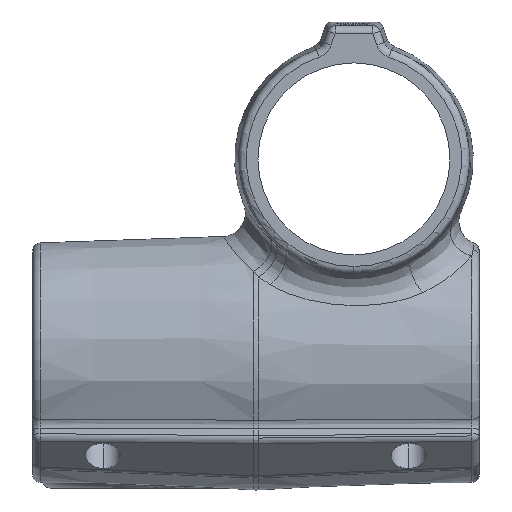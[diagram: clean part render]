
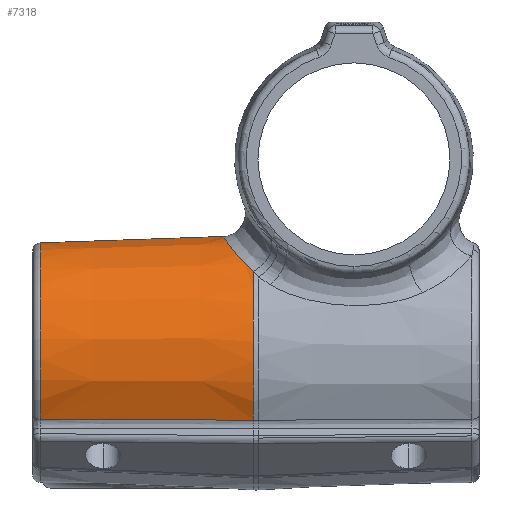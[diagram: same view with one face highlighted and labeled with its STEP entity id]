
A CAD part, left-side view. The second image highlights one B-rep face of the part: STEP entity #7318.
In plain terms, the highlighted conical face has half-angle 2 degrees and reference radius 32.5 mm.
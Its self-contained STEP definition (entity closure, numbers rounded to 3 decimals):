
#59 = DIRECTION ( 'NONE',  ( 0., 0., 1. ) ) ;
#118 = DIRECTION ( 'NONE',  ( 0., -1., 0. ) ) ;
#180 = CONICAL_SURFACE ( 'NONE', #2028, 32.5, 0.035 ) ;
#304 = AXIS2_PLACEMENT_3D ( 'NONE', #5619, #2045, #4417 ) ;
#412 = CARTESIAN_POINT ( 'NONE',  ( -27.063, 52.359, -14.434 ) ) ;
#439 = CARTESIAN_POINT ( 'NONE',  ( -26.963, 55.07, -14.421 ) ) ;
#493 = CARTESIAN_POINT ( 'NONE',  ( -1.648, 8.491, 32.161 ) ) ;
#590 = B_SPLINE_CURVE_WITH_KNOTS ( 'NONE', 3,
 ( #439, #6477, #412, #2241, #4640, #4143, #5293, #1667, #5916, #2860 ),
 .UNSPECIFIED., .F., .F.,
 ( 4, 3, 3, 4 ),
 ( 0.002, 0.006, 0.03, 0.056 ),
 .UNSPECIFIED. ) ;
#806 = CIRCLE ( 'NONE', #5775, 32.476 ) ;
#1156 = CARTESIAN_POINT ( 'NONE',  ( -20.037, 3.102, 25.517 ) ) ;
#1334 = EDGE_CURVE ( 'NONE', #2309, #2680, #2467, .T. ) ;
#1559 = EDGE_LOOP ( 'NONE', ( #7333, #7751, #7367, #4189, #6922, #7763 ) ) ;
#1575 = EDGE_CURVE ( 'NONE', #2309, #7831, #4463, .T. ) ;
#1667 = CARTESIAN_POINT ( 'NONE',  ( -28.326, 18.247, -14.591 ) ) ;
#1821 = CARTESIAN_POINT ( 'NONE',  ( -17.751, 4.5, 27.052 ) ) ;
#1966 = CARTESIAN_POINT ( 'NONE',  ( -1.648, 8.491, 32.161 ) ) ;
#2028 = AXIS2_PLACEMENT_3D ( 'NONE', #6108, #118, #59 ) ;
#2045 = DIRECTION ( 'NONE',  ( 0., -1., 0. ) ) ;
#2241 = CARTESIAN_POINT ( 'NONE',  ( -27.113, 51.004, -14.44 ) ) ;
#2309 = VERTEX_POINT ( 'NONE', #6235 ) ;
#2318 = CARTESIAN_POINT ( 'NONE',  ( -3.719, 8.324, 32.011 ) ) ;
#2428 = CARTESIAN_POINT ( 'NONE',  ( -15.677, 5.504, 28.253 ) ) ;
#2467 = CIRCLE ( 'NONE', #304, 30.577 ) ;
#2680 = VERTEX_POINT ( 'NONE', #4768 ) ;
#2696 = B_SPLINE_CURVE_WITH_KNOTS ( 'NONE', 3,
 ( #3667, #7835, #1156, #1821, #4159, #2428, #7242, #4814, #3030, #5965, #4242, #5424, #6551, #2318, #2927, #7263 ),
 .UNSPECIFIED., .F., .F.,
 ( 4, 2, 2, 2, 2, 2, 2, 4 ),
 ( 0., 0.006, 0.009, 0.011, 0.012, 0.018, 0.022, 0.025 ),
 .UNSPECIFIED. ) ;
#2846 = VECTOR ( 'NONE', #6208, 1000. ) ;
#2860 = CARTESIAN_POINT ( 'NONE',  ( -28.975, 0.698, -14.667 ) ) ;
#2921 = EDGE_CURVE ( 'NONE', #5188, #7831, #4841, .T. ) ;
#2927 = CARTESIAN_POINT ( 'NONE',  ( -2.688, 8.419, 32.111 ) ) ;
#3030 = CARTESIAN_POINT ( 'NONE',  ( -13.925, 6.192, 29.13 ) ) ;
#3493 = EDGE_CURVE ( 'NONE', #2680, #5284, #590, .T. ) ;
#3667 = CARTESIAN_POINT ( 'NONE',  ( -22.599, 0.698, 23.323 ) ) ;
#3707 = FACE_OUTER_BOUND ( 'NONE', #1559, .T. ) ;
#4143 = CARTESIAN_POINT ( 'NONE',  ( -27.705, 35.015, -14.515 ) ) ;
#4159 = CARTESIAN_POINT ( 'NONE',  ( -16.948, 4.925, 27.547 ) ) ;
#4189 = ORIENTED_EDGE ( 'NONE', *, *, #5468, .T. ) ;
#4242 = CARTESIAN_POINT ( 'NONE',  ( -9.772, 7.409, 30.794 ) ) ;
#4329 = DIRECTION ( 'NONE',  ( 0., 1., 0. ) ) ;
#4341 = CARTESIAN_POINT ( 'NONE',  ( -1.098, 8.529, 32.188 ) ) ;
#4401 = DIRECTION ( 'NONE',  ( 0., 0., -1. ) ) ;
#4417 = DIRECTION ( 'NONE',  ( 0., 0., -1. ) ) ;
#4463 = LINE ( 'NONE', #5438, #2846 ) ;
#4640 = CARTESIAN_POINT ( 'NONE',  ( -27.409, 43.01, -14.478 ) ) ;
#4768 = CARTESIAN_POINT ( 'NONE',  ( -26.963, 55.07, -14.421 ) ) ;
#4814 = CARTESIAN_POINT ( 'NONE',  ( -14.369, 6.03, 28.92 ) ) ;
#4841 = B_SPLINE_CURVE_WITH_KNOTS ( 'NONE', 3,
 ( #1966, #4341, #7362, #4973 ),
 .UNSPECIFIED., .F., .F.,
 ( 4, 4 ),
 ( 0., 0.002 ),
 .UNSPECIFIED. ) ;
#4962 = CARTESIAN_POINT ( 'NONE',  ( 0., 0.698, 0. ) ) ;
#4973 = CARTESIAN_POINT ( 'NONE',  ( 0., 8.547, 32.202 ) ) ;
#4994 = CARTESIAN_POINT ( 'NONE',  ( -22.599, 0.698, 23.323 ) ) ;
#5188 = VERTEX_POINT ( 'NONE', #493 ) ;
#5284 = VERTEX_POINT ( 'NONE', #7744 ) ;
#5293 = CARTESIAN_POINT ( 'NONE',  ( -28.001, 27.021, -14.551 ) ) ;
#5424 = CARTESIAN_POINT ( 'NONE',  ( -6.774, 7.936, 31.52 ) ) ;
#5438 = CARTESIAN_POINT ( 'NONE',  ( 0., 0., 32.5 ) ) ;
#5468 = EDGE_CURVE ( 'NONE', #5284, #5992, #806, .T. ) ;
#5619 = CARTESIAN_POINT ( 'NONE',  ( 0., 55.07, 0. ) ) ;
#5775 = AXIS2_PLACEMENT_3D ( 'NONE', #4962, #4329, #4401 ) ;
#5916 = CARTESIAN_POINT ( 'NONE',  ( -28.65, 9.472, -14.63 ) ) ;
#5965 = CARTESIAN_POINT ( 'NONE',  ( -11.673, 6.951, 30.136 ) ) ;
#5992 = VERTEX_POINT ( 'NONE', #4994 ) ;
#6108 = CARTESIAN_POINT ( 'NONE',  ( 0., 0., 0. ) ) ;
#6122 = CARTESIAN_POINT ( 'NONE',  ( 0., 8.547, 32.202 ) ) ;
#6208 = DIRECTION ( 'NONE',  ( 0., -0.999, 0.035 ) ) ;
#6235 = CARTESIAN_POINT ( 'NONE',  ( 0., 55.07, 30.577 ) ) ;
#6477 = CARTESIAN_POINT ( 'NONE',  ( -27.013, 53.715, -14.427 ) ) ;
#6551 = CARTESIAN_POINT ( 'NONE',  ( -5.761, 8.083, 31.715 ) ) ;
#6922 = ORIENTED_EDGE ( 'NONE', *, *, #7680, .T. ) ;
#7242 = CARTESIAN_POINT ( 'NONE',  ( -15.245, 5.687, 28.482 ) ) ;
#7263 = CARTESIAN_POINT ( 'NONE',  ( -1.648, 8.491, 32.161 ) ) ;
#7318 = ADVANCED_FACE ( 'NONE', ( #3707 ), #180, .T. ) ;
#7333 = ORIENTED_EDGE ( 'NONE', *, *, #1575, .F. ) ;
#7362 = CARTESIAN_POINT ( 'NONE',  ( -0.549, 8.547, 32.202 ) ) ;
#7367 = ORIENTED_EDGE ( 'NONE', *, *, #3493, .T. ) ;
#7680 = EDGE_CURVE ( 'NONE', #5992, #5188, #2696, .T. ) ;
#7744 = CARTESIAN_POINT ( 'NONE',  ( -28.975, 0.698, -14.667 ) ) ;
#7751 = ORIENTED_EDGE ( 'NONE', *, *, #1334, .T. ) ;
#7763 = ORIENTED_EDGE ( 'NONE', *, *, #2921, .T. ) ;
#7831 = VERTEX_POINT ( 'NONE', #6122 ) ;
#7835 = CARTESIAN_POINT ( 'NONE',  ( -21.394, 2.002, 24.427 ) ) ;
